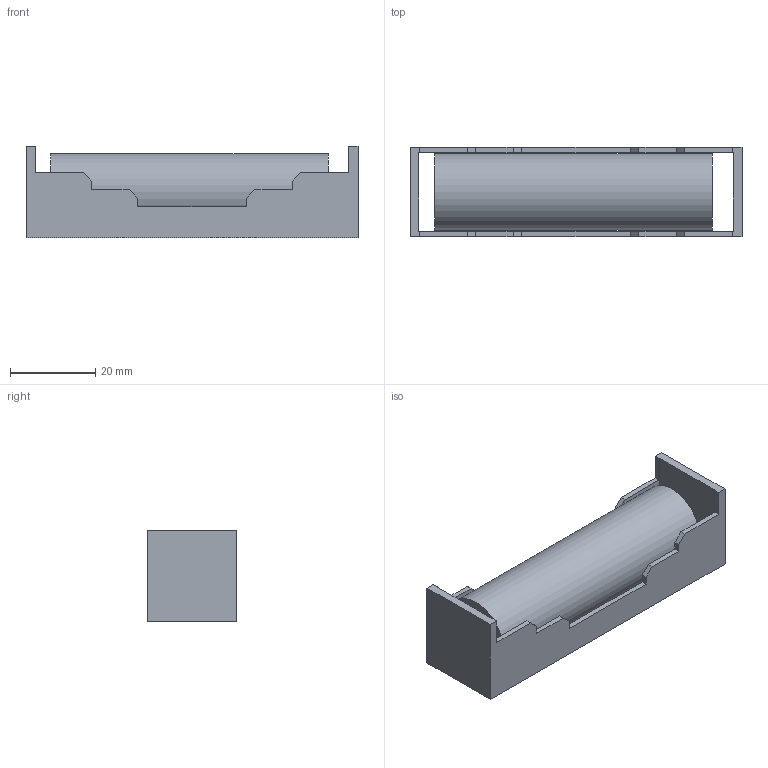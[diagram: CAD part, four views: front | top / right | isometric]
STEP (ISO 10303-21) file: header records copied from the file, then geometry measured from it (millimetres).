
FILE_DESCRIPTION(/* description */ (''),/* implementation_level */ '2;1');
FILE_NAME(/* name */ '18650_case_batt.step',/* time_stamp */ '2021-02-19T00:22:52+01:00',/* author */ (''),/* organization */ (''),/* preprocessor_version */ 'ST-DEVELOPER v18.1',/* originating_system */ 'Autodesk Translation Framework v9.7.1.1290',/* authorisation */ '');
FILE_SCHEMA (('AUTOMOTIVE_DESIGN { 1 0 10303 214 3 1 1 }'));
Length unit declared in the file: millimetre
Products named in the file (1): Battery
Bounding box: 77.8 x 21 x 21.5 mm (x, y, z)
Volume: 20429 mm3; surface area: 9983.4 mm2
Topology: 2 solids, 2 shells, 44 faces, 123 edges, 82 vertices
Faces by surface type: plane 43, cylinder 1
Full cylindrical faces by diameter (mm): 18 x1
Entity records: 1425 total; most frequent: CARTESIAN_POINT 250, ORIENTED_EDGE 246, DIRECTION 215, EDGE_CURVE 123, LINE 121, VECTOR 121, VERTEX_POINT 82, AXIS2_PLACEMENT_3D 47
